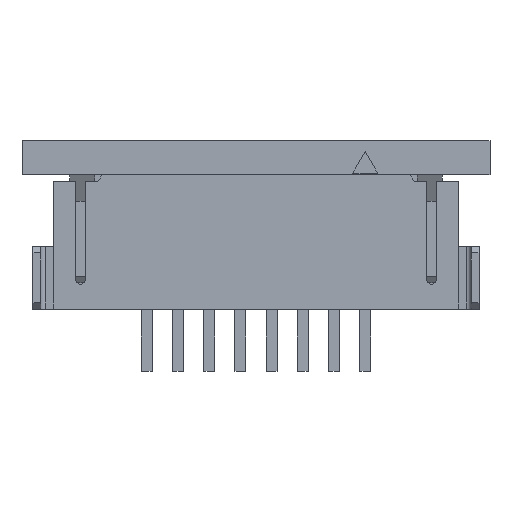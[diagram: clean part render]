
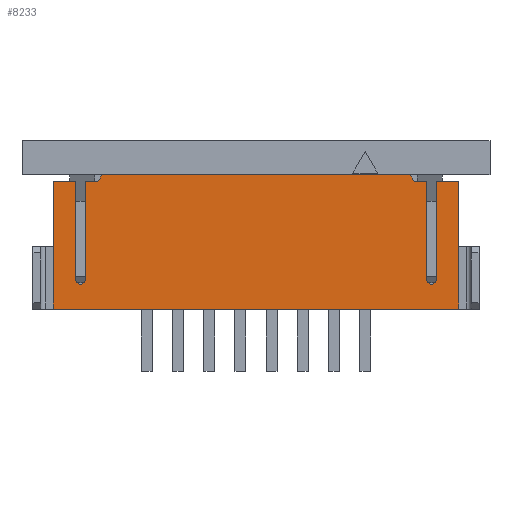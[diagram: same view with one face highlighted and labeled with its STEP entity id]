
A CAD part, front view. The second image highlights one B-rep face of the part: STEP entity #8233.
In plain terms, the highlighted planar face has unit normal (0, -1, 0).
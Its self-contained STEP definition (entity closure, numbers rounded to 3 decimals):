
#9=DIRECTION('',(0.,0.,-1.));
#10=VECTOR('',#9,4.1);
#11=CARTESIAN_POINT('',(-6.5,0.,4.1));
#12=LINE('',#11,#10);
#1606=DIRECTION('',(0.,0.,-1.));
#1607=VECTOR('',#1606,3.15);
#1608=CARTESIAN_POINT('',(-5.775,0.,4.1));
#1609=LINE('',#1608,#1607);
#1610=CARTESIAN_POINT('',(-5.625,0.,0.95));
#1611=DIRECTION('',(0.,-1.,0.));
#1612=DIRECTION('',(-1.,0.,0.));
#1613=AXIS2_PLACEMENT_3D('',#1610,#1611,#1612);
#1615=DIRECTION('',(0.,0.,1.));
#1616=VECTOR('',#1615,3.15);
#1617=CARTESIAN_POINT('',(-5.475,0.,0.95));
#1618=LINE('',#1617,#1616);
#1619=DIRECTION('',(1.,0.,0.));
#1620=VECTOR('',#1619,0.4);
#1621=CARTESIAN_POINT('',(-5.475,0.,4.1));
#1622=LINE('',#1621,#1620);
#1623=DIRECTION('',(0.6,0.,0.8));
#1624=VECTOR('',#1623,0.25);
#1625=CARTESIAN_POINT('',(-5.075,0.,4.1));
#1626=LINE('',#1625,#1624);
#1627=DIRECTION('',(1.,0.,0.));
#1628=VECTOR('',#1627,9.85);
#1629=CARTESIAN_POINT('',(-4.925,0.,4.3));
#1630=LINE('',#1629,#1628);
#1631=DIRECTION('',(0.6,0.,-0.8));
#1632=VECTOR('',#1631,0.25);
#1633=CARTESIAN_POINT('',(4.925,0.,4.3));
#1634=LINE('',#1633,#1632);
#1635=DIRECTION('',(-1.,0.,0.));
#1636=VECTOR('',#1635,0.4);
#1637=CARTESIAN_POINT('',(5.475,0.,4.1));
#1638=LINE('',#1637,#1636);
#1639=DIRECTION('',(0.,0.,-1.));
#1640=VECTOR('',#1639,3.15);
#1641=CARTESIAN_POINT('',(5.475,0.,4.1));
#1642=LINE('',#1641,#1640);
#1643=CARTESIAN_POINT('',(5.625,0.,0.95));
#1644=DIRECTION('',(0.,-1.,0.));
#1645=DIRECTION('',(-1.,0.,0.));
#1646=AXIS2_PLACEMENT_3D('',#1643,#1644,#1645);
#1648=DIRECTION('',(0.,0.,1.));
#1649=VECTOR('',#1648,3.15);
#1650=CARTESIAN_POINT('',(5.775,0.,0.95));
#1651=LINE('',#1650,#1649);
#1652=DIRECTION('',(-1.,0.,0.));
#1653=VECTOR('',#1652,0.725);
#1654=CARTESIAN_POINT('',(6.5,0.,4.1));
#1655=LINE('',#1654,#1653);
#1656=DIRECTION('',(1.,0.,0.));
#1657=VECTOR('',#1656,0.725);
#1658=CARTESIAN_POINT('',(-6.5,0.,4.1));
#1659=LINE('',#1658,#1657);
#2094=DIRECTION('',(1.,0.,0.));
#2095=VECTOR('',#2094,13.);
#2096=CARTESIAN_POINT('',(-6.5,0.,0.));
#2097=LINE('',#2096,#2095);
#4497=DIRECTION('',(0.,0.,-1.));
#4498=VECTOR('',#4497,4.1);
#4499=CARTESIAN_POINT('',(6.5,0.,4.1));
#4500=LINE('',#4499,#4498);
#4685=CARTESIAN_POINT('',(-6.5,0.,0.));
#4686=CARTESIAN_POINT('',(6.5,0.,0.));
#4687=VERTEX_POINT('',#4685);
#4688=VERTEX_POINT('',#4686);
#4693=CARTESIAN_POINT('',(-5.075,0.,4.1));
#4694=CARTESIAN_POINT('',(-4.925,0.,4.3));
#4695=VERTEX_POINT('',#4693);
#4696=VERTEX_POINT('',#4694);
#4697=CARTESIAN_POINT('',(-6.5,0.,4.1));
#4698=VERTEX_POINT('',#4697);
#4699=CARTESIAN_POINT('',(6.5,0.,4.1));
#4700=VERTEX_POINT('',#4699);
#4701=CARTESIAN_POINT('',(4.925,0.,4.3));
#4702=VERTEX_POINT('',#4701);
#4703=CARTESIAN_POINT('',(-5.775,0.,4.1));
#4704=CARTESIAN_POINT('',(-5.775,0.,0.95));
#4705=VERTEX_POINT('',#4703);
#4706=VERTEX_POINT('',#4704);
#4707=CARTESIAN_POINT('',(-5.475,0.,0.95));
#4708=VERTEX_POINT('',#4707);
#4709=CARTESIAN_POINT('',(-5.475,0.,4.1));
#4710=VERTEX_POINT('',#4709);
#4711=CARTESIAN_POINT('',(5.475,0.,4.1));
#4712=CARTESIAN_POINT('',(5.475,0.,0.95));
#4713=VERTEX_POINT('',#4711);
#4714=VERTEX_POINT('',#4712);
#4715=CARTESIAN_POINT('',(5.775,0.,0.95));
#4716=VERTEX_POINT('',#4715);
#4717=CARTESIAN_POINT('',(5.775,0.,4.1));
#4718=VERTEX_POINT('',#4717);
#4783=CARTESIAN_POINT('',(5.075,0.,4.1));
#4784=VERTEX_POINT('',#4783);
#8200=CARTESIAN_POINT('',(-6.5,0.,4.3));
#8201=DIRECTION('',(0.,-1.,0.));
#8202=DIRECTION('',(0.,0.,-1.));
#8203=AXIS2_PLACEMENT_3D('',#8200,#8201,#8202);
#8204=PLANE('',#8203);
#8206=ORIENTED_EDGE('',*,*,#8205,.T.);
#8208=ORIENTED_EDGE('',*,*,#8207,.T.);
#8210=ORIENTED_EDGE('',*,*,#8209,.T.);
#8212=ORIENTED_EDGE('',*,*,#8211,.T.);
#8214=ORIENTED_EDGE('',*,*,#8213,.T.);
#8215=ORIENTED_EDGE('',*,*,#7540,.T.);
#8217=ORIENTED_EDGE('',*,*,#8216,.T.);
#8218=ORIENTED_EDGE('',*,*,#7868,.F.);
#8219=ORIENTED_EDGE('',*,*,#7770,.T.);
#8221=ORIENTED_EDGE('',*,*,#8220,.T.);
#8222=ORIENTED_EDGE('',*,*,#8170,.T.);
#8223=ORIENTED_EDGE('',*,*,#7851,.F.);
#8225=ORIENTED_EDGE('',*,*,#8224,.T.);
#8227=ORIENTED_EDGE('',*,*,#8226,.F.);
#8228=ORIENTED_EDGE('',*,*,#6202,.F.);
#8230=ORIENTED_EDGE('',*,*,#8229,.T.);
#8231=EDGE_LOOP('',(#8206,#8208,#8210,#8212,#8214,#8215,#8217,#8218,#8219,#8221,
#8222,#8223,#8225,#8227,#8228,#8230));
#8232=FACE_OUTER_BOUND('',#8231,.F.);
#8233=ADVANCED_FACE('',(#8232),#8204,.T.);
#1614=CIRCLE('',#1613,0.15);
#1647=CIRCLE('',#1646,0.15);
#6202=EDGE_CURVE('',#4698,#4687,#12,.T.);
#7540=EDGE_CURVE('',#4696,#4702,#1630,.T.);
#7770=EDGE_CURVE('',#4713,#4714,#1642,.T.);
#7851=EDGE_CURVE('',#4700,#4718,#1655,.T.);
#7868=EDGE_CURVE('',#4713,#4784,#1638,.T.);
#8170=EDGE_CURVE('',#4716,#4718,#1651,.T.);
#8205=EDGE_CURVE('',#4705,#4706,#1609,.T.);
#8207=EDGE_CURVE('',#4706,#4708,#1614,.T.);
#8209=EDGE_CURVE('',#4708,#4710,#1618,.T.);
#8211=EDGE_CURVE('',#4710,#4695,#1622,.T.);
#8213=EDGE_CURVE('',#4695,#4696,#1626,.T.);
#8216=EDGE_CURVE('',#4702,#4784,#1634,.T.);
#8220=EDGE_CURVE('',#4714,#4716,#1647,.T.);
#8224=EDGE_CURVE('',#4700,#4688,#4500,.T.);
#8226=EDGE_CURVE('',#4687,#4688,#2097,.T.);
#8229=EDGE_CURVE('',#4698,#4705,#1659,.T.);
